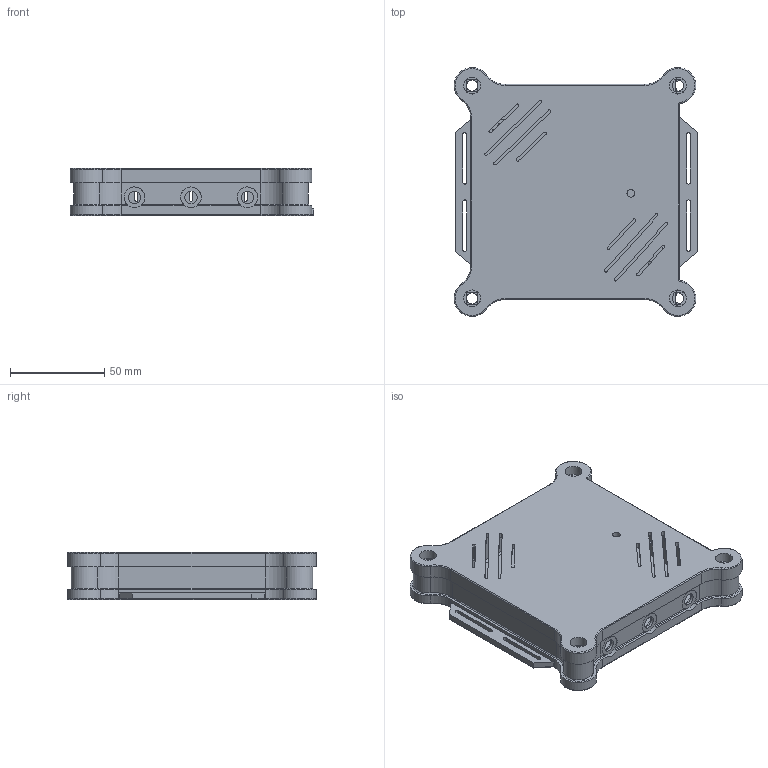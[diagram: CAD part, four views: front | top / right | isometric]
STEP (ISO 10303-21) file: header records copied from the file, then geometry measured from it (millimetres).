
FILE_DESCRIPTION(/* description */ (''),/* implementation_level */ '2;1');
FILE_NAME(/* name */ 'tactical mk 2 v85.step',/* time_stamp */ '2023-07-18T15:17:30-04:00',/* author */ (''),/* organization */ (''),/* preprocessor_version */ 'ST-DEVELOPER v19.2',/* originating_system */ 'Autodesk Translation Framework v12.6.0.85',/* authorisation */ '');
FILE_SCHEMA (('AUTOMOTIVE_DESIGN { 1 0 10303 214 3 1 1 }'));
Length unit declared in the file: millimetre
Products named in the file (2): tactical mk 2; tactical
Assembly tree (1 placements, depth 2):
  tactical mk 2
    tactical
Bounding box: 129.56 x 132.19 x 25 mm (x, y, z)
Volume: 104597.2 mm3; surface area: 83311.3 mm2
Topology: 2 solids, 2 shells, 778 faces, 2160 edges, 1369 vertices
Faces by surface type: plane 489, cylinder 228, torus 40, cone 21
Full cylindrical faces by diameter (mm): 4 x5, 4.34 x1, 6 x8, 6.5 x3, 9 x4, 11 x3
Entity records: 25215 total; most frequent: CARTESIAN_POINT 4618, DIRECTION 4337, ORIENTED_EDGE 4320, EDGE_CURVE 2160, LINE 1473, VECTOR 1473, AXIS2_PLACEMENT_3D 1432, VERTEX_POINT 1369
